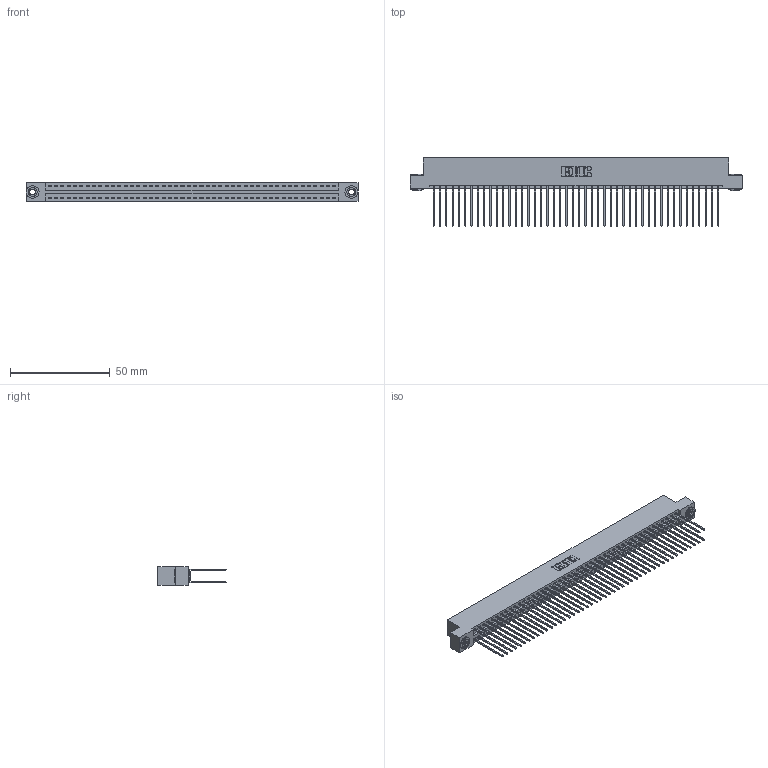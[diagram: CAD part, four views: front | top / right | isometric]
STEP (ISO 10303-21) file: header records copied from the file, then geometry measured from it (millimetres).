
FILE_DESCRIPTION (( 'STEP AP203' ), '1' );
FILE_NAME ('346-092-541-203.STEP', '2022-05-26T07:23:02', ( '' ), ( '' ), 'SwSTEP 2.0', 'SolidWorks 2020', '' );
FILE_SCHEMA (( 'CONFIG_CONTROL_DESIGN' ));
Length unit declared in the file: inch
Products named in the file (4): 345-292-001_345-293-141; 345-250-002_345-250-002-102; 346 Part_Flush Mounting Lugs - 0.156 Dia-TH; 346-092-541-203
Assembly tree (95 placements, depth 2):
  346-092-541-203
    346 Part_Flush Mounting Lugs - 0.156 Dia-TH
    345-292-001_345-293-141  x92
    345-250-002_345-250-002-102  x2
Bounding box: 166.62 x 34.29 x 9.4 mm (x, y, z)
Volume: 16808.1 mm3; surface area: 25946.7 mm2
Topology: 95 solids, 95 shells, 4958 faces, 14701 edges, 9674 vertices
Faces by surface type: plane 3320, cylinder 1630, cone 8
Entity records: 30566 total; most frequent: CARTESIAN_POINT 5013, ORIENTED_EDGE 4938, DIRECTION 4499, EDGE_CURVE 2469, VECTOR 2129, LINE 2129, VERTEX_POINT 1642, AXIS2_PLACEMENT_3D 1185
